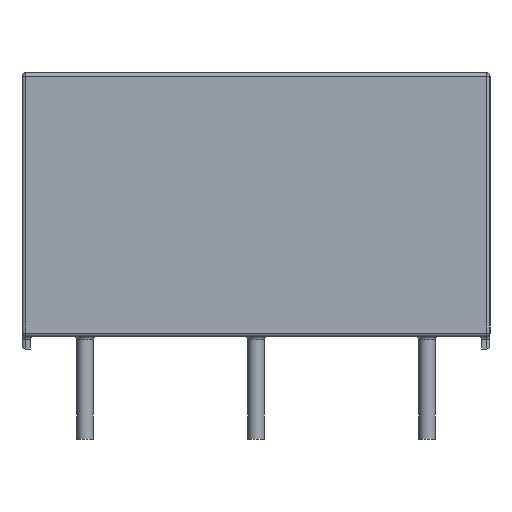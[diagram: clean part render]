
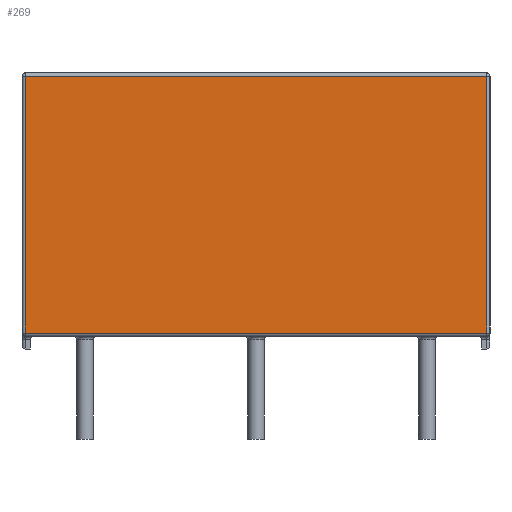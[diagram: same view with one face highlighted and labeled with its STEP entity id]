
A CAD part, left-side view. The second image highlights one B-rep face of the part: STEP entity #269.
In plain terms, the highlighted planar face has unit normal (-1, 0, 0).
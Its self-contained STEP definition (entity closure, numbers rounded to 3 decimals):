
#269 = ADVANCED_FACE( '', ( #718 ), #719, .F. );
#718 = FACE_OUTER_BOUND( '', #1372, .T. );
#719 = PLANE( '', #1373 );
#1372 = EDGE_LOOP( '', ( #11439, #11440, #11441, #11442 ) );
#1373 = AXIS2_PLACEMENT_3D( '', #11443, #11444, #11445 );
#11439 = ORIENTED_EDGE( '', *, *, #13185, .T. );
#11440 = ORIENTED_EDGE( '', *, *, #13186, .T. );
#11441 = ORIENTED_EDGE( '', *, *, #13187, .T. );
#11442 = ORIENTED_EDGE( '', *, *, #13115, .T. );
#11443 = CARTESIAN_POINT( '', ( -26.75, 13.9, 15.65 ) );
#11444 = DIRECTION( '', ( 1., 0., 0. ) );
#11445 = DIRECTION( '', ( 0., 1., 0. ) );
#13115 = EDGE_CURVE( '', #13796, #13800, #13802, .T. );
#13185 = EDGE_CURVE( '', #13800, #13921, #13922, .T. );
#13186 = EDGE_CURVE( '', #13921, #13923, #13924, .F. );
#13187 = EDGE_CURVE( '', #13923, #13796, #13925, .F. );
#13796 = VERTEX_POINT( '', #14823 );
#13800 = VERTEX_POINT( '', #14828 );
#13802 = LINE( '', #14830, #14831 );
#13921 = VERTEX_POINT( '', #15000 );
#13922 = LINE( '', #15001, #15002 );
#13923 = VERTEX_POINT( '', #15003 );
#13924 = LINE( '', #15004, #15005 );
#13925 = LINE( '', #15006, #15007 );
#14823 = CARTESIAN_POINT( '', ( -26.75, 13.7, 15.45 ) );
#14828 = CARTESIAN_POINT( '', ( -26.75, 13.7, 0.2 ) );
#14830 = CARTESIAN_POINT( '', ( -26.75, 13.7, 15.65 ) );
#14831 = VECTOR( '', #18470, 1000. );
#15000 = CARTESIAN_POINT( '', ( -26.75, -13.7, 0.2 ) );
#15001 = CARTESIAN_POINT( '', ( -26.75, 13.9, 0.2 ) );
#15002 = VECTOR( '', #18552, 1000. );
#15003 = CARTESIAN_POINT( '', ( -26.75, -13.7, 15.45 ) );
#15004 = CARTESIAN_POINT( '', ( -26.75, -13.7, 15.65 ) );
#15005 = VECTOR( '', #18553, 1000. );
#15006 = CARTESIAN_POINT( '', ( -26.75, 13.9, 15.45 ) );
#15007 = VECTOR( '', #18554, 1000. );
#18470 = DIRECTION( '', ( 0., 0., -1. ) );
#18552 = DIRECTION( '', ( 0., -1., 0. ) );
#18553 = DIRECTION( '', ( 0., 0., -1. ) );
#18554 = DIRECTION( '', ( 0., -1., 0. ) );
